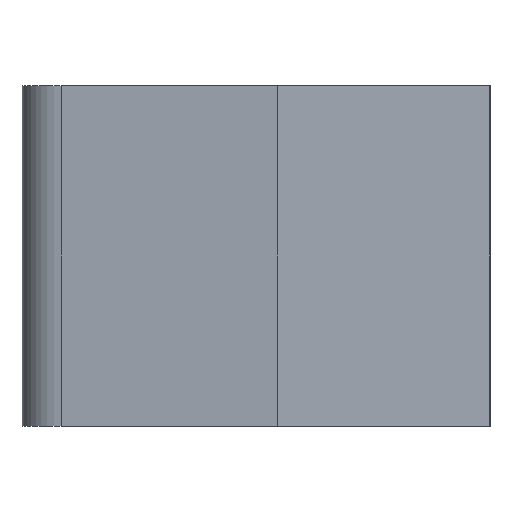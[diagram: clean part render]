
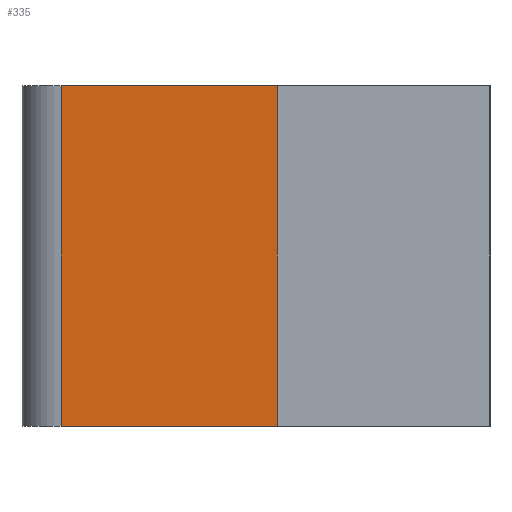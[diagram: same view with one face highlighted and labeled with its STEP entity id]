
A CAD part, left-side view. The second image highlights one B-rep face of the part: STEP entity #335.
In plain terms, the highlighted planar face has unit normal (-0.997, 0.083, 0).
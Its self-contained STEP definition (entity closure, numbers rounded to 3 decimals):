
#71 = PLANE('',#72);
#72 = AXIS2_PLACEMENT_3D('',#73,#74,#75);
#73 = CARTESIAN_POINT('',(0.,-1.352,-0.4));
#74 = DIRECTION('',(0.,0.,1.));
#75 = DIRECTION('',(1.,0.,0.));
#149 = PLANE('',#150);
#150 = AXIS2_PLACEMENT_3D('',#151,#152,#153);
#151 = CARTESIAN_POINT('',(0.,-1.352,0.4));
#152 = DIRECTION('',(0.,0.,1.));
#153 = DIRECTION('',(1.,0.,0.));
#175 = PLANE('',#176);
#176 = AXIS2_PLACEMENT_3D('',#177,#178,#179);
#177 = CARTESIAN_POINT('',(0.,0.25,0.4));
#178 = DIRECTION('',(0.,1.,0.));
#179 = DIRECTION('',(0.,0.,1.));
#236 = CYLINDRICAL_SURFACE('',#237,0.1);
#237 = AXIS2_PLACEMENT_3D('',#238,#239,#240);
#238 = CARTESIAN_POINT('',(-0.458,0.75,0.4));
#239 = DIRECTION('',(0.,0.,-1.));
#240 = DIRECTION('',(-1.,0.,0.));
#335 = ADVANCED_FACE('',(#336),#350,.T.);
#336 = FACE_BOUND('',#337,.T.);
#337 = EDGE_LOOP('',(#338,#368,#413,#436));
#338 = ORIENTED_EDGE('',*,*,#339,.T.);
#339 = EDGE_CURVE('',#340,#342,#344,.T.);
#340 = VERTEX_POINT('',#341);
#341 = CARTESIAN_POINT('',(-0.6,0.25,0.4));
#342 = VERTEX_POINT('',#343);
#343 = CARTESIAN_POINT('',(-0.558,0.758,0.4));
#344 = SURFACE_CURVE('',#345,(#349,#361),.PCURVE_S1.);
#345 = LINE('',#346,#347);
#346 = CARTESIAN_POINT('',(-0.728,-1.291,0.4));
#347 = VECTOR('',#348,1.);
#348 = DIRECTION('',(0.083,0.997,0.));
#349 = PCURVE('',#350,#355);
#350 = PLANE('',#351);
#351 = AXIS2_PLACEMENT_3D('',#352,#353,#354);
#352 = CARTESIAN_POINT('',(-0.728,-1.291,0.4));
#353 = DIRECTION('',(-0.997,0.083,0.));
#354 = DIRECTION('',(-0.083,-0.997,0.));
#355 = DEFINITIONAL_REPRESENTATION('',(#356),#360);
#356 = LINE('',#357,#358);
#357 = CARTESIAN_POINT('',(0.,0.));
#358 = VECTOR('',#359,1.);
#359 = DIRECTION('',(-1.,0.));
#360 = ( GEOMETRIC_REPRESENTATION_CONTEXT(2) 
PARAMETRIC_REPRESENTATION_CONTEXT() REPRESENTATION_CONTEXT('2D SPACE',''
  ) );
#361 = PCURVE('',#149,#362);
#362 = DEFINITIONAL_REPRESENTATION('',(#363),#367);
#363 = LINE('',#364,#365);
#364 = CARTESIAN_POINT('',(-0.728,0.061));
#365 = VECTOR('',#366,1.);
#366 = DIRECTION('',(0.083,0.997));
#367 = ( GEOMETRIC_REPRESENTATION_CONTEXT(2) 
PARAMETRIC_REPRESENTATION_CONTEXT() REPRESENTATION_CONTEXT('2D SPACE',''
  ) );
#368 = ORIENTED_EDGE('',*,*,#369,.T.);
#369 = EDGE_CURVE('',#342,#370,#372,.T.);
#370 = VERTEX_POINT('',#371);
#371 = CARTESIAN_POINT('',(-0.558,0.758,-0.4));
#372 = SURFACE_CURVE('',#373,(#377,#384),.PCURVE_S1.);
#373 = LINE('',#374,#375);
#374 = CARTESIAN_POINT('',(-0.558,0.758,0.4));
#375 = VECTOR('',#376,1.);
#376 = DIRECTION('',(0.,0.,-1.));
#377 = PCURVE('',#350,#378);
#378 = DEFINITIONAL_REPRESENTATION('',(#379),#383);
#379 = LINE('',#380,#381);
#380 = CARTESIAN_POINT('',(-2.056,0.));
#381 = VECTOR('',#382,1.);
#382 = DIRECTION('',(0.,-1.));
#383 = ( GEOMETRIC_REPRESENTATION_CONTEXT(2) 
PARAMETRIC_REPRESENTATION_CONTEXT() REPRESENTATION_CONTEXT('2D SPACE',''
  ) );
#384 = PCURVE('',#236,#385);
#385 = DEFINITIONAL_REPRESENTATION('',(#386),#412);
#386 = B_SPLINE_CURVE_WITH_KNOTS('',3,(#387,#388,#389,#390,#391,#392,
    #393,#394,#395,#396,#397,#398,#399,#400,#401,#402,#403,#404,#405,
    #406,#407,#408,#409,#410,#411),.UNSPECIFIED.,.F.,.F.,(4,1,1,1,1,1,1,
    1,1,1,1,1,1,1,1,1,1,1,1,1,1,1,4),(0.,0.036,
    0.073,0.109,0.145,0.182,
    0.218,0.255,0.291,0.327,
    0.364,0.4,0.436,0.473,0.509,
    0.545,0.582,0.618,0.655,
    0.691,0.727,0.764,0.8),
  .QUASI_UNIFORM_KNOTS.);
#387 = CARTESIAN_POINT('',(0.083,0.));
#388 = CARTESIAN_POINT('',(0.083,0.012));
#389 = CARTESIAN_POINT('',(0.083,0.036));
#390 = CARTESIAN_POINT('',(0.083,0.073));
#391 = CARTESIAN_POINT('',(0.083,0.109));
#392 = CARTESIAN_POINT('',(0.083,0.145));
#393 = CARTESIAN_POINT('',(0.083,0.182));
#394 = CARTESIAN_POINT('',(0.083,0.218));
#395 = CARTESIAN_POINT('',(0.083,0.255));
#396 = CARTESIAN_POINT('',(0.083,0.291));
#397 = CARTESIAN_POINT('',(0.083,0.327));
#398 = CARTESIAN_POINT('',(0.083,0.364));
#399 = CARTESIAN_POINT('',(0.083,0.4));
#400 = CARTESIAN_POINT('',(0.083,0.436));
#401 = CARTESIAN_POINT('',(0.083,0.473));
#402 = CARTESIAN_POINT('',(0.083,0.509));
#403 = CARTESIAN_POINT('',(0.083,0.545));
#404 = CARTESIAN_POINT('',(0.083,0.582));
#405 = CARTESIAN_POINT('',(0.083,0.618));
#406 = CARTESIAN_POINT('',(0.083,0.655));
#407 = CARTESIAN_POINT('',(0.083,0.691));
#408 = CARTESIAN_POINT('',(0.083,0.727));
#409 = CARTESIAN_POINT('',(0.083,0.764));
#410 = CARTESIAN_POINT('',(0.083,0.788));
#411 = CARTESIAN_POINT('',(0.083,0.8));
#412 = ( GEOMETRIC_REPRESENTATION_CONTEXT(2) 
PARAMETRIC_REPRESENTATION_CONTEXT() REPRESENTATION_CONTEXT('2D SPACE',''
  ) );
#413 = ORIENTED_EDGE('',*,*,#414,.F.);
#414 = EDGE_CURVE('',#415,#370,#417,.T.);
#415 = VERTEX_POINT('',#416);
#416 = CARTESIAN_POINT('',(-0.6,0.25,-0.4));
#417 = SURFACE_CURVE('',#418,(#422,#429),.PCURVE_S1.);
#418 = LINE('',#419,#420);
#419 = CARTESIAN_POINT('',(-0.728,-1.291,-0.4));
#420 = VECTOR('',#421,1.);
#421 = DIRECTION('',(0.083,0.997,0.));
#422 = PCURVE('',#350,#423);
#423 = DEFINITIONAL_REPRESENTATION('',(#424),#428);
#424 = LINE('',#425,#426);
#425 = CARTESIAN_POINT('',(0.,-0.8));
#426 = VECTOR('',#427,1.);
#427 = DIRECTION('',(-1.,0.));
#428 = ( GEOMETRIC_REPRESENTATION_CONTEXT(2) 
PARAMETRIC_REPRESENTATION_CONTEXT() REPRESENTATION_CONTEXT('2D SPACE',''
  ) );
#429 = PCURVE('',#71,#430);
#430 = DEFINITIONAL_REPRESENTATION('',(#431),#435);
#431 = LINE('',#432,#433);
#432 = CARTESIAN_POINT('',(-0.728,0.061));
#433 = VECTOR('',#434,1.);
#434 = DIRECTION('',(0.083,0.997));
#435 = ( GEOMETRIC_REPRESENTATION_CONTEXT(2) 
PARAMETRIC_REPRESENTATION_CONTEXT() REPRESENTATION_CONTEXT('2D SPACE',''
  ) );
#436 = ORIENTED_EDGE('',*,*,#437,.F.);
#437 = EDGE_CURVE('',#340,#415,#438,.T.);
#438 = SURFACE_CURVE('',#439,(#443,#450),.PCURVE_S1.);
#439 = LINE('',#440,#441);
#440 = CARTESIAN_POINT('',(-0.6,0.25,0.4));
#441 = VECTOR('',#442,1.);
#442 = DIRECTION('',(0.,0.,-1.));
#443 = PCURVE('',#350,#444);
#444 = DEFINITIONAL_REPRESENTATION('',(#445),#449);
#445 = LINE('',#446,#447);
#446 = CARTESIAN_POINT('',(-1.546,0.));
#447 = VECTOR('',#448,1.);
#448 = DIRECTION('',(0.,-1.));
#449 = ( GEOMETRIC_REPRESENTATION_CONTEXT(2) 
PARAMETRIC_REPRESENTATION_CONTEXT() REPRESENTATION_CONTEXT('2D SPACE',''
  ) );
#450 = PCURVE('',#175,#451);
#451 = DEFINITIONAL_REPRESENTATION('',(#452),#456);
#452 = LINE('',#453,#454);
#453 = CARTESIAN_POINT('',(0.,-0.6));
#454 = VECTOR('',#455,1.);
#455 = DIRECTION('',(-1.,0.));
#456 = ( GEOMETRIC_REPRESENTATION_CONTEXT(2) 
PARAMETRIC_REPRESENTATION_CONTEXT() REPRESENTATION_CONTEXT('2D SPACE',''
  ) );
